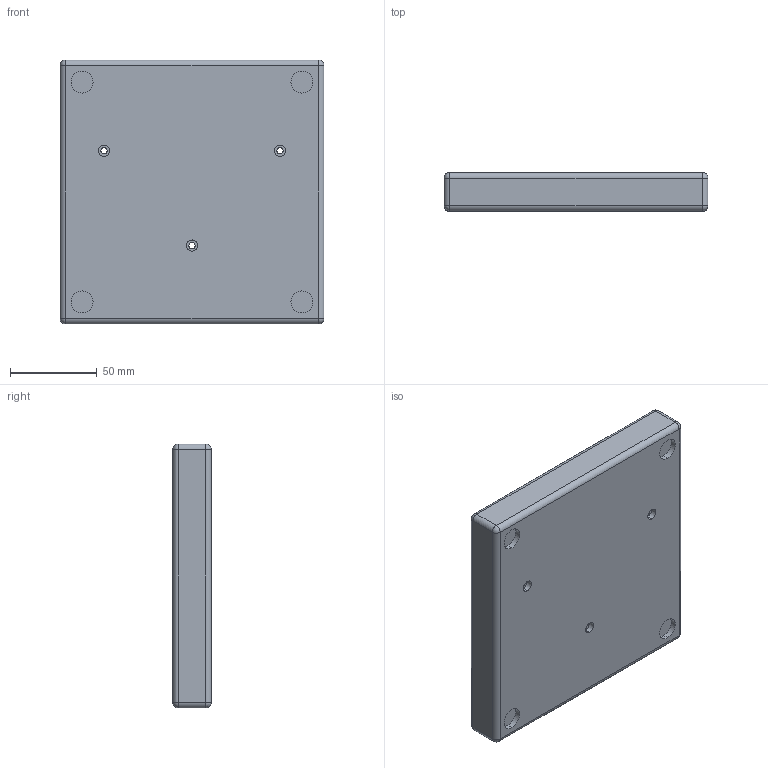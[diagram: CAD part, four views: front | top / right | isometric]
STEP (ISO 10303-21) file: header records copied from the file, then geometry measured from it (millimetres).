
FILE_DESCRIPTION (( 'STEP AP203' ), '1' );
FILE_NAME ('Base.STEP', '2023-04-17T13:42:32', ( '' ), ( '' ), 'SwSTEP 2.0', 'SolidWorks 2022', '' );
FILE_SCHEMA (( 'CONFIG_CONTROL_DESIGN' ));
Length unit declared in the file: inch
Products named in the file (1): Base
Bounding box: 152.4 x 22.23 x 152.4 mm (x, y, z)
Volume: 441589.1 mm3; surface area: 63478.3 mm2
Topology: 1 solids, 1 shells, 63 faces, 138 edges, 78 vertices
Faces by surface type: cylinder 36, plane 15, sphere 8, cone 2, torus 2
Entity records: 1765 total; most frequent: DIRECTION 336, CARTESIAN_POINT 272, ORIENTED_EDGE 260, AXIS2_PLACEMENT_3D 142, EDGE_CURVE 130, CIRCLE 78, VERTEX_POINT 78, EDGE_LOOP 78
